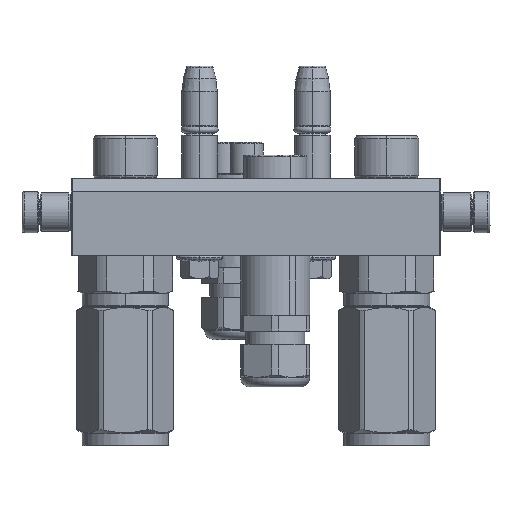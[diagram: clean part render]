
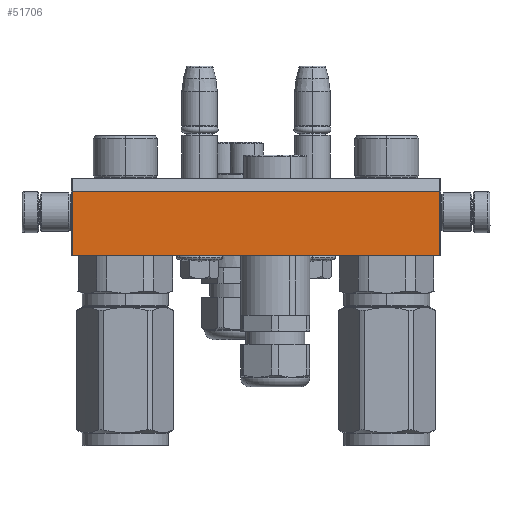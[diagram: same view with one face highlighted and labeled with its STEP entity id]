
A CAD part, left-side view. The second image highlights one B-rep face of the part: STEP entity #51706.
In plain terms, the highlighted face is planar.
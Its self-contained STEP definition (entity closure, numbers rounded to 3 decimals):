
#1177 = DIRECTION ( 'NONE',  ( -1., 0., 0. ) ) ;
#1989 = VECTOR ( 'NONE', #64055, 1000. ) ;
#5644 = VERTEX_POINT ( 'NONE', #56539 ) ;
#6257 = EDGE_CURVE ( 'NONE', #32744, #29839, #57985, .T. ) ;
#6811 = EDGE_CURVE ( 'NONE', #5644, #40374, #32922, .T. ) ;
#18543 = ORIENTED_EDGE ( 'NONE', *, *, #62996, .T. ) ;
#22922 = EDGE_LOOP ( 'NONE', ( #46180, #67411, #18543, #29999 ) ) ;
#23014 = AXIS2_PLACEMENT_3D ( 'NONE', #47781, #47530, #24182 ) ;
#24182 = DIRECTION ( 'NONE',  ( -1., 0., 0. ) ) ;
#25653 = LINE ( 'NONE', #46757, #33656 ) ;
#26492 = LINE ( 'NONE', #50028, #66504 ) ;
#29511 = CARTESIAN_POINT ( 'NONE',  ( 143.5, 5., -90. ) ) ;
#29839 = VERTEX_POINT ( 'NONE', #52127 ) ;
#29999 = ORIENTED_EDGE ( 'NONE', *, *, #6257, .T. ) ;
#32744 = VERTEX_POINT ( 'NONE', #72268 ) ;
#32922 = LINE ( 'NONE', #29511, #1989 ) ;
#33656 = VECTOR ( 'NONE', #1177, 1000. ) ;
#34808 = CARTESIAN_POINT ( 'NONE',  ( 0.5, 5., -90. ) ) ;
#39968 = EDGE_CURVE ( 'NONE', #40374, #29839, #25653, .T. ) ;
#40374 = VERTEX_POINT ( 'NONE', #50684 ) ;
#45984 = DIRECTION ( 'NONE',  ( 0., 1., 0. ) ) ;
#46180 = ORIENTED_EDGE ( 'NONE', *, *, #39968, .F. ) ;
#46757 = CARTESIAN_POINT ( 'NONE',  ( 143.5, 30., -90. ) ) ;
#46964 = FACE_OUTER_BOUND ( 'NONE', #22922, .T. ) ;
#47270 = VECTOR ( 'NONE', #45984, 1000. ) ;
#47530 = DIRECTION ( 'NONE',  ( 0., 0., -1. ) ) ;
#47781 = CARTESIAN_POINT ( 'NONE',  ( 144., 0., -90. ) ) ;
#50028 = CARTESIAN_POINT ( 'NONE',  ( 143.5, 5., -90. ) ) ;
#50684 = CARTESIAN_POINT ( 'NONE',  ( 143.5, 30., -90. ) ) ;
#51706 = ADVANCED_FACE ( 'NONE', ( #46964 ), #64912, .T. ) ;
#52127 = CARTESIAN_POINT ( 'NONE',  ( 0.5, 30., -90. ) ) ;
#56539 = CARTESIAN_POINT ( 'NONE',  ( 143.5, 5., -90. ) ) ;
#57985 = LINE ( 'NONE', #34808, #47270 ) ;
#61183 = DIRECTION ( 'NONE',  ( -1., 0., 0. ) ) ;
#62996 = EDGE_CURVE ( 'NONE', #5644, #32744, #26492, .T. ) ;
#64055 = DIRECTION ( 'NONE',  ( 0., 1., 0. ) ) ;
#64912 = PLANE ( 'NONE',  #23014 ) ;
#66504 = VECTOR ( 'NONE', #61183, 1000. ) ;
#67411 = ORIENTED_EDGE ( 'NONE', *, *, #6811, .F. ) ;
#72268 = CARTESIAN_POINT ( 'NONE',  ( 0.5, 5., -90. ) ) ;
